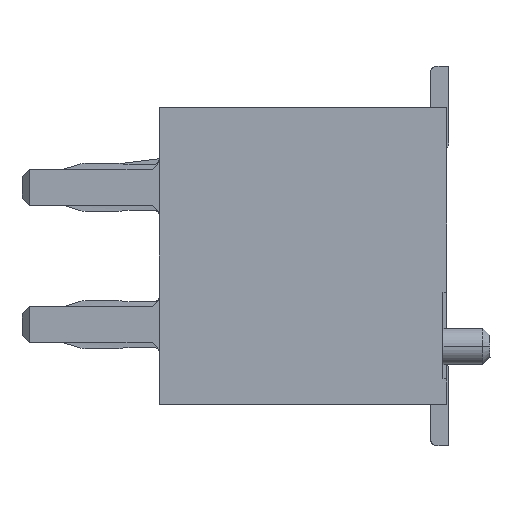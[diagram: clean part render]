
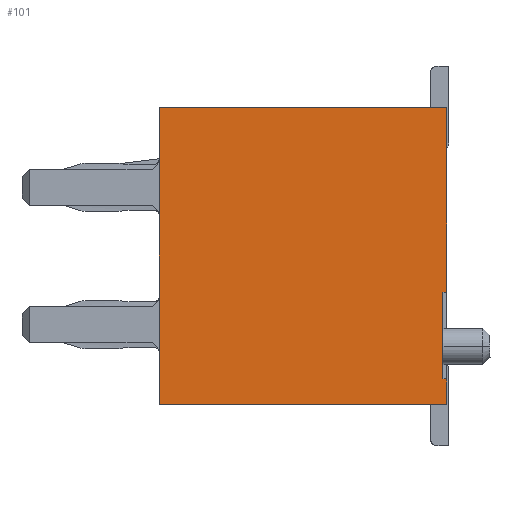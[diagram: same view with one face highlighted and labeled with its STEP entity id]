
A CAD part, left-side view. The second image highlights one B-rep face of the part: STEP entity #101.
In plain terms, the highlighted planar face has unit normal (-1, 0, 0).
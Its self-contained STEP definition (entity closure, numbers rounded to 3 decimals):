
#30=CARTESIAN_POINT('',(8.,4.57,-4.1));
#31=DIRECTION('',(0.,0.,1.));
#32=DIRECTION('',(-1.,0.,0.));
#33=AXIS2_PLACEMENT_3D('',#30,#32,#31);
#34=PLANE('',#33);
#35=CARTESIAN_POINT('',(8.,0.65,-2.55));
#36=VERTEX_POINT('',#35);
#37=CARTESIAN_POINT('',(8.,0.6,-2.55));
#38=VERTEX_POINT('',#37);
#39=CARTESIAN_POINT('',(8.,0.65,-2.55));
#40=DIRECTION('',(0.,-1.,0.));
#41=VECTOR('',#40,0.05);
#42=LINE('',#39,#41);
#43=EDGE_CURVE('',#36,#38,#42,.T.);
#44=ORIENTED_EDGE('',*,*,#43,.T.);
#45=CARTESIAN_POINT('',(8.,0.6,0.));
#46=VERTEX_POINT('',#45);
#47=CARTESIAN_POINT('',(8.,0.6,-2.55));
#48=DIRECTION('',(0.,0.,1.));
#49=VECTOR('',#48,2.55);
#50=LINE('',#47,#49);
#51=EDGE_CURVE('',#38,#46,#50,.T.);
#52=ORIENTED_EDGE('',*,*,#51,.T.);
#53=CARTESIAN_POINT('',(8.,4.57,0.));
#54=VERTEX_POINT('',#53);
#55=CARTESIAN_POINT('',(8.,0.6,0.));
#56=DIRECTION('',(0.,1.,0.));
#57=VECTOR('',#56,3.97);
#58=LINE('',#55,#57);
#59=EDGE_CURVE('',#46,#54,#58,.T.);
#60=ORIENTED_EDGE('',*,*,#59,.T.);
#61=CARTESIAN_POINT('',(8.,4.57,-4.1));
#62=VERTEX_POINT('',#61);
#63=CARTESIAN_POINT('',(8.,4.57,0.));
#64=DIRECTION('',(0.,0.,-1.));
#65=VECTOR('',#64,4.1);
#66=LINE('',#63,#65);
#67=EDGE_CURVE('',#54,#62,#66,.T.);
#68=ORIENTED_EDGE('',*,*,#67,.T.);
#69=CARTESIAN_POINT('',(8.,0.6,-4.1));
#70=VERTEX_POINT('',#69);
#71=CARTESIAN_POINT('',(8.,4.57,-4.1));
#72=DIRECTION('',(0.,-1.,0.));
#73=VECTOR('',#72,3.97);
#74=LINE('',#71,#73);
#75=EDGE_CURVE('',#62,#70,#74,.T.);
#76=ORIENTED_EDGE('',*,*,#75,.T.);
#77=CARTESIAN_POINT('',(8.,0.6,-3.75));
#78=VERTEX_POINT('',#77);
#79=CARTESIAN_POINT('',(8.,0.6,-4.1));
#80=DIRECTION('',(0.,0.,1.));
#81=VECTOR('',#80,0.35);
#82=LINE('',#79,#81);
#83=EDGE_CURVE('',#70,#78,#82,.T.);
#84=ORIENTED_EDGE('',*,*,#83,.T.);
#85=CARTESIAN_POINT('',(8.,0.65,-3.75));
#86=VERTEX_POINT('',#85);
#87=CARTESIAN_POINT('',(8.,0.6,-3.75));
#88=DIRECTION('',(0.,1.,0.));
#89=VECTOR('',#88,0.05);
#90=LINE('',#87,#89);
#91=EDGE_CURVE('',#78,#86,#90,.T.);
#92=ORIENTED_EDGE('',*,*,#91,.T.);
#93=CARTESIAN_POINT('',(8.,0.65,-3.75));
#94=DIRECTION('',(0.,0.,1.));
#95=VECTOR('',#94,1.2);
#96=LINE('',#93,#95);
#97=EDGE_CURVE('',#86,#36,#96,.T.);
#98=ORIENTED_EDGE('',*,*,#97,.T.);
#99=EDGE_LOOP('',(#44,#52,#60,#68,#76,#84,#92,#98));
#100=FACE_OUTER_BOUND('',#99,.T.);
#101=ADVANCED_FACE('',(#100),#34,.T.);
